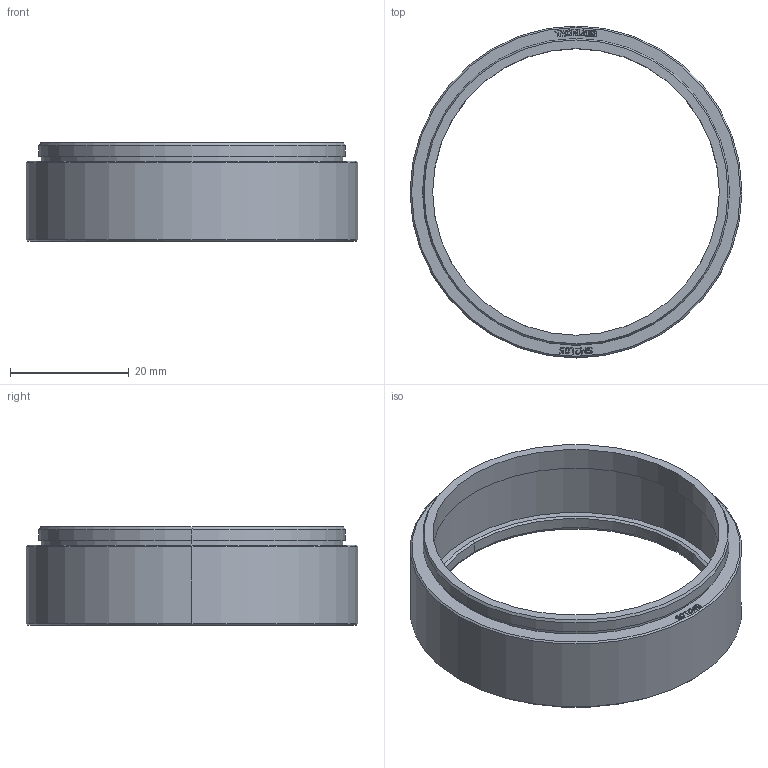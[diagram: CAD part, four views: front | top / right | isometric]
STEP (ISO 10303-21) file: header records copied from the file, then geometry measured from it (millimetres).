
FILE_DESCRIPTION (( 'STEP AP214' ), '1' );
FILE_NAME ('0049-E0W.STEP', '2015-12-23T14:52:02', ( '' ), ( '' ), 'SwSTEP 2.0', 'SolidWorks 2014', '' );
FILE_SCHEMA (( 'AUTOMOTIVE_DESIGN' ));
Length unit declared in the file: inch
Products named in the file (1): 0049-E0W
Bounding box: 55.88 x 55.88 x 16.51 mm (x, y, z)
Volume: 6343.1 mm3; surface area: 8083.9 mm2
Topology: 2 solids, 2 shells, 293 faces, 778 edges, 514 vertices
Faces by surface type: bspline 156, plane 103, cone 18, cylinder 16
Entity records: 16134 total; most frequent: CARTESIAN_POINT 6022, ORIENTED_EDGE 1556, DIRECTION 792, EDGE_CURVE 778, VERTEX_POINT 514, LINE 400, VECTOR 400, EDGE_LOOP 322
